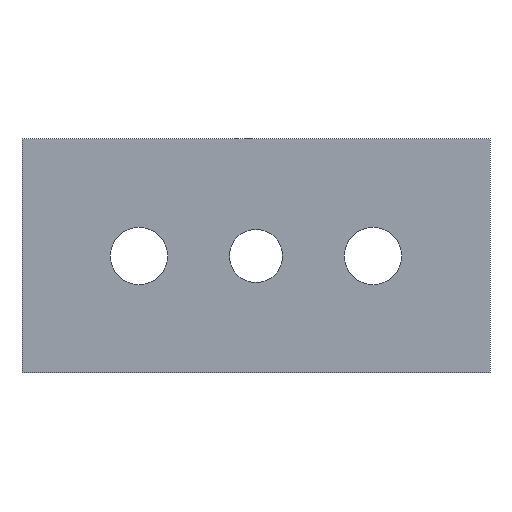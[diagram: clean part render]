
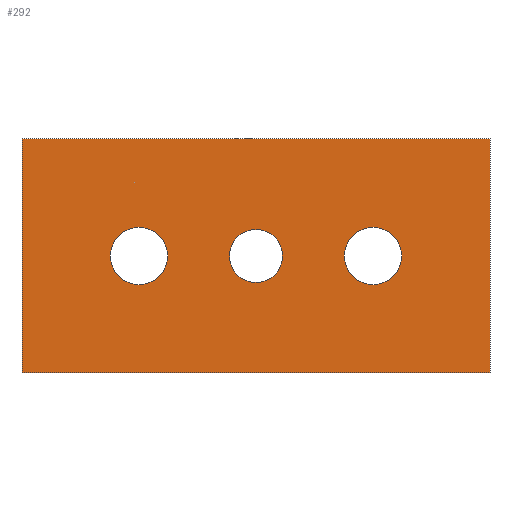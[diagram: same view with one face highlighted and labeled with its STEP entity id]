
A CAD part, front view. The second image highlights one B-rep face of the part: STEP entity #292.
In plain terms, the highlighted planar face has unit normal (0, -1, 0).
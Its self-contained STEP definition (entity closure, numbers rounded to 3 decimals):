
#1 = CARTESIAN_POINT ( 'NONE',  ( 0., 0., -5.1 ) ) ;
#17 = AXIS2_PLACEMENT_3D ( 'NONE', #411, #216, #359 ) ;
#20 = ORIENTED_EDGE ( 'NONE', *, *, #299, .F. ) ;
#22 = DIRECTION ( 'NONE',  ( 0., 0., -1. ) ) ;
#29 = FACE_BOUND ( 'NONE', #403, .T. ) ;
#31 = CIRCLE ( 'NONE', #487, 5.1 ) ;
#37 = ORIENTED_EDGE ( 'NONE', *, *, #122, .F. ) ;
#39 = FACE_OUTER_BOUND ( 'NONE', #105, .T. ) ;
#48 = ORIENTED_EDGE ( 'NONE', *, *, #189, .F. ) ;
#49 = CARTESIAN_POINT ( 'NONE',  ( -45., 0., -22.5 ) ) ;
#63 = CARTESIAN_POINT ( 'NONE',  ( -28., 0., 0. ) ) ;
#64 = EDGE_CURVE ( 'NONE', #553, #547, #539, .T. ) ;
#68 = ORIENTED_EDGE ( 'NONE', *, *, #76, .F. ) ;
#73 = CARTESIAN_POINT ( 'NONE',  ( 0., 0., 0. ) ) ;
#75 = CARTESIAN_POINT ( 'NONE',  ( -22.5, 0., 0. ) ) ;
#76 = EDGE_CURVE ( 'NONE', #419, #369, #461, .T. ) ;
#77 = CARTESIAN_POINT ( 'NONE',  ( 0., 0., 5.1 ) ) ;
#94 = LINE ( 'NONE', #49, #510 ) ;
#105 = EDGE_LOOP ( 'NONE', ( #37, #68, #305, #444 ) ) ;
#112 = DIRECTION ( 'NONE',  ( 0., 0., -1. ) ) ;
#114 = VERTEX_POINT ( 'NONE', #63 ) ;
#115 = DIRECTION ( 'NONE',  ( 0., -1., 0. ) ) ;
#122 = EDGE_CURVE ( 'NONE', #369, #137, #251, .T. ) ;
#124 = AXIS2_PLACEMENT_3D ( 'NONE', #333, #270, #465 ) ;
#125 = CARTESIAN_POINT ( 'NONE',  ( 17., 0., 0. ) ) ;
#128 = FACE_BOUND ( 'NONE', #464, .T. ) ;
#131 = PLANE ( 'NONE',  #566 ) ;
#137 = VERTEX_POINT ( 'NONE', #420 ) ;
#139 = CARTESIAN_POINT ( 'NONE',  ( 0., 0., 0. ) ) ;
#141 = EDGE_CURVE ( 'NONE', #607, #419, #544, .T. ) ;
#143 = CIRCLE ( 'NONE', #243, 5.5 ) ;
#155 = EDGE_CURVE ( 'NONE', #114, #205, #143, .T. ) ;
#168 = DIRECTION ( 'NONE',  ( -1., 0., 0. ) ) ;
#172 = DIRECTION ( 'NONE',  ( 0., -1., 0. ) ) ;
#189 = EDGE_CURVE ( 'NONE', #346, #482, #31, .T. ) ;
#201 = DIRECTION ( 'NONE',  ( -1., 0., 0. ) ) ;
#205 = VERTEX_POINT ( 'NONE', #268 ) ;
#216 = DIRECTION ( 'NONE',  ( 0., -1., 0. ) ) ;
#217 = CARTESIAN_POINT ( 'NONE',  ( 28., 0., 0. ) ) ;
#231 = DIRECTION ( 'NONE',  ( 0., -1., 0. ) ) ;
#243 = AXIS2_PLACEMENT_3D ( 'NONE', #75, #501, #168 ) ;
#250 = CIRCLE ( 'NONE', #356, 5.5 ) ;
#251 = LINE ( 'NONE', #454, #374 ) ;
#254 = CARTESIAN_POINT ( 'NONE',  ( -45., 0., 22.5 ) ) ;
#258 = CARTESIAN_POINT ( 'NONE',  ( -45., 0., -22.5 ) ) ;
#268 = CARTESIAN_POINT ( 'NONE',  ( -17., 0., 0. ) ) ;
#270 = DIRECTION ( 'NONE',  ( 0., 1., 0. ) ) ;
#274 = CARTESIAN_POINT ( 'NONE',  ( 22.5, 0., 0. ) ) ;
#292 = ADVANCED_FACE ( 'NONE', ( #473, #128, #29, #39 ), #131, .T. ) ;
#299 = EDGE_CURVE ( 'NONE', #547, #553, #250, .T. ) ;
#305 = ORIENTED_EDGE ( 'NONE', *, *, #141, .F. ) ;
#308 = CARTESIAN_POINT ( 'NONE',  ( -45., 0., 22.5 ) ) ;
#322 = CIRCLE ( 'NONE', #557, 5.1 ) ;
#323 = CARTESIAN_POINT ( 'NONE',  ( -45., 0., 22.5 ) ) ;
#333 = CARTESIAN_POINT ( 'NONE',  ( -22.5, 0., 0. ) ) ;
#334 = DIRECTION ( 'NONE',  ( 0., 0., -1. ) ) ;
#346 = VERTEX_POINT ( 'NONE', #77 ) ;
#349 = VECTOR ( 'NONE', #513, 1000. ) ;
#356 = AXIS2_PLACEMENT_3D ( 'NONE', #274, #435, #609 ) ;
#359 = DIRECTION ( 'NONE',  ( 1., 0., 0. ) ) ;
#360 = EDGE_CURVE ( 'NONE', #137, #607, #94, .T. ) ;
#369 = VERTEX_POINT ( 'NONE', #616 ) ;
#374 = VECTOR ( 'NONE', #504, 1000. ) ;
#384 = VECTOR ( 'NONE', #457, 1000. ) ;
#403 = EDGE_LOOP ( 'NONE', ( #469, #586 ) ) ;
#411 = CARTESIAN_POINT ( 'NONE',  ( 22.5, 0., 0. ) ) ;
#418 = ORIENTED_EDGE ( 'NONE', *, *, #64, .F. ) ;
#419 = VERTEX_POINT ( 'NONE', #254 ) ;
#420 = CARTESIAN_POINT ( 'NONE',  ( 45., 0., -22.5 ) ) ;
#435 = DIRECTION ( 'NONE',  ( 0., -1., 0. ) ) ;
#444 = ORIENTED_EDGE ( 'NONE', *, *, #360, .F. ) ;
#446 = CIRCLE ( 'NONE', #124, 5.5 ) ;
#454 = CARTESIAN_POINT ( 'NONE',  ( 45., 0., 22.5 ) ) ;
#457 = DIRECTION ( 'NONE',  ( 1., 0., 0. ) ) ;
#461 = LINE ( 'NONE', #308, #384 ) ;
#464 = EDGE_LOOP ( 'NONE', ( #418, #20 ) ) ;
#465 = DIRECTION ( 'NONE',  ( -1., 0., 0. ) ) ;
#469 = ORIENTED_EDGE ( 'NONE', *, *, #155, .T. ) ;
#473 = FACE_BOUND ( 'NONE', #534, .T. ) ;
#482 = VERTEX_POINT ( 'NONE', #1 ) ;
#487 = AXIS2_PLACEMENT_3D ( 'NONE', #584, #115, #112 ) ;
#501 = DIRECTION ( 'NONE',  ( 0., 1., 0. ) ) ;
#504 = DIRECTION ( 'NONE',  ( 0., 0., -1. ) ) ;
#510 = VECTOR ( 'NONE', #201, 1000. ) ;
#513 = DIRECTION ( 'NONE',  ( 0., 0., 1. ) ) ;
#534 = EDGE_LOOP ( 'NONE', ( #48, #541 ) ) ;
#539 = CIRCLE ( 'NONE', #17, 5.5 ) ;
#541 = ORIENTED_EDGE ( 'NONE', *, *, #576, .F. ) ;
#544 = LINE ( 'NONE', #323, #349 ) ;
#547 = VERTEX_POINT ( 'NONE', #125 ) ;
#553 = VERTEX_POINT ( 'NONE', #217 ) ;
#557 = AXIS2_PLACEMENT_3D ( 'NONE', #73, #172, #22 ) ;
#566 = AXIS2_PLACEMENT_3D ( 'NONE', #139, #231, #334 ) ;
#576 = EDGE_CURVE ( 'NONE', #482, #346, #322, .T. ) ;
#579 = EDGE_CURVE ( 'NONE', #205, #114, #446, .T. ) ;
#584 = CARTESIAN_POINT ( 'NONE',  ( 0., 0., 0. ) ) ;
#586 = ORIENTED_EDGE ( 'NONE', *, *, #579, .T. ) ;
#607 = VERTEX_POINT ( 'NONE', #258 ) ;
#609 = DIRECTION ( 'NONE',  ( 1., 0., 0. ) ) ;
#616 = CARTESIAN_POINT ( 'NONE',  ( 45., 0., 22.5 ) ) ;
